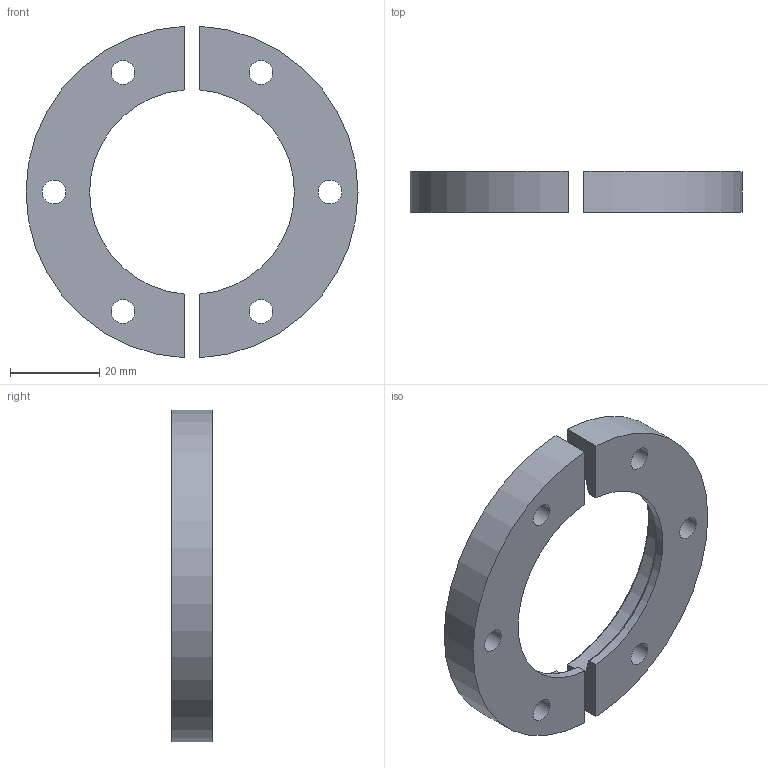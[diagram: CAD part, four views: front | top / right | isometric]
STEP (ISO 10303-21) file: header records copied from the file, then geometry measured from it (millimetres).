
FILE_DESCRIPTION (( 'STEP AP214' ), '1' );
FILE_NAME ('AT1KF40ALU-FULLVAC.STEP', '2024-11-13T13:22:04', ( '' ), ( '' ), 'SwSTEP 2.0', 'SolidWorks 2017', '' );
FILE_SCHEMA (( 'AUTOMOTIVE_DESIGN' ));
Length unit declared in the file: millimetre
Products named in the file (1): AT1KF40ALU-FULLVAC
Bounding box: 74.6 x 9.2 x 74.52 mm (x, y, z)
Volume: 18489.6 mm3; surface area: 9609.4 mm2
Topology: 2 solids, 2 shells, 34 faces, 87 edges, 57 vertices
Faces by surface type: cylinder 12, cone 12, plane 8, torus 2
Full cylindrical faces by diameter (mm): 5.3 x6
Entity records: 1059 total; most frequent: CARTESIAN_POINT 229, DIRECTION 162, ORIENTED_EDGE 144, EDGE_CURVE 72, AXIS2_PLACEMENT_3D 71, EDGE_LOOP 58, VERTEX_POINT 54, FACE_OUTER_BOUND 40
